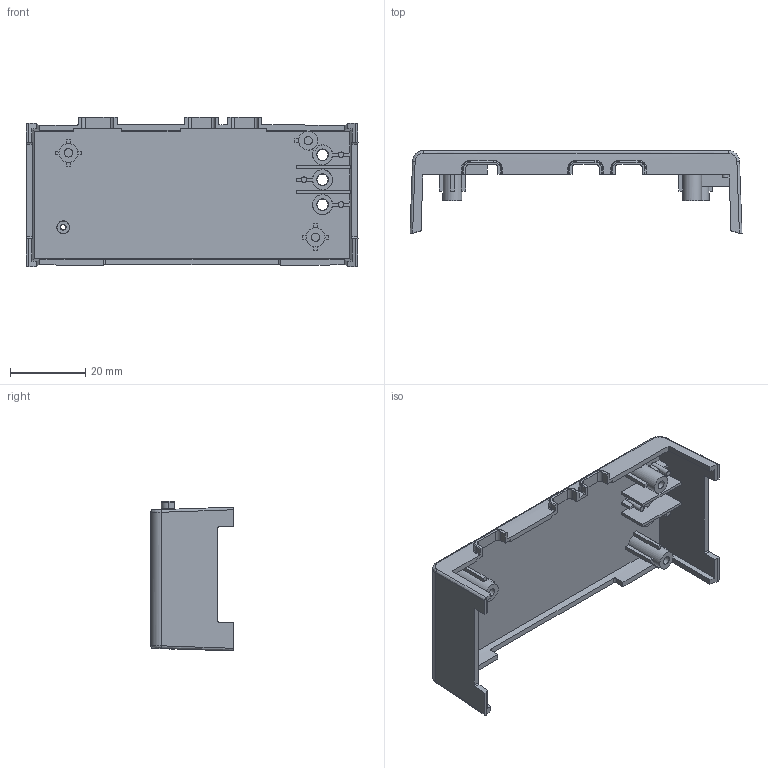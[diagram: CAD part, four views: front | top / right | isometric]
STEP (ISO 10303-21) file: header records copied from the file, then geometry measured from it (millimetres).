
FILE_DESCRIPTION(/* description */ (''),/* implementation_level */ '2;1');
FILE_NAME(/* name */ 'RX Top Case.ipt.step',/* time_stamp */ '2020-04-16T23:12:53-04:00',/* author */ ('Jordan'),/* organization */ (''),/* preprocessor_version */ 'ST-DEVELOPER v17',/* originating_system */ 'Autodesk Inventor 2019',/* authorisation */ '');
FILE_SCHEMA (('AUTOMOTIVE_DESIGN { 1 0 10303 214 3 1 1 }'));
Length unit declared in the file: inch
Products named in the file (1): RX Top Case
Bounding box: 88.02 x 21.9 x 39.74 mm (x, y, z)
Volume: 8705.5 mm3; surface area: 12724.2 mm2
Topology: 1 solids, 1 shells, 251 faces, 719 edges, 476 vertices
Faces by surface type: plane 147, cylinder 52, bspline 26, cone 20, torus 6
Full cylindrical faces by diameter (mm): 1.499 x2, 1.5 x1, 2.2 x3, 4.999 x1, 5 x2
Entity records: 10593 total; most frequent: CARTESIAN_POINT 4029, ORIENTED_EDGE 1438, DIRECTION 1303, EDGE_CURVE 719, VERTEX_POINT 476, AXIS2_PLACEMENT_3D 443, LINE 417, VECTOR 417
